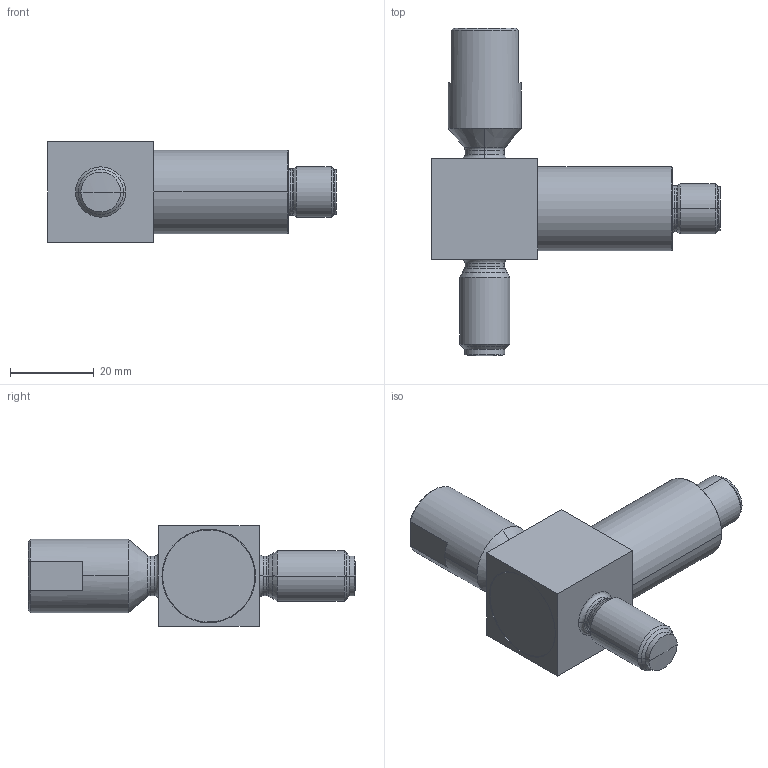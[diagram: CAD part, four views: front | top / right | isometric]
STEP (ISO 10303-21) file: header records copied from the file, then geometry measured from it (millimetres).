
FILE_DESCRIPTION((''),'2;1');
FILE_NAME('F2304_2-5KN','2023-08-21T13:31:35',('BaderW'),(''),'CREO PARAMETRIC BY PTC INC, 2022414','CREO PARAMETRIC BY PTC INC, 2022414','');
FILE_SCHEMA(('AP242_MANAGED_MODEL_BASED_3D_ENGINEERING_MIM_LF { 1 0 10303 442 1 1 4 }'));
Length unit declared in the file: millimetre
Products named in the file (1): F2304_2-5KN
Bounding box: 68.8 x 78 x 24 mm (x, y, z)
Volume: 30429.1 mm3; surface area: 13301.6 mm2
Topology: 1 solids, 11 shells, 185 faces, 420 edges, 253 vertices
Faces by surface type: cylinder 82, plane 51, cone 23, sphere 12, revolution 9, torus 6, extrusion 2
Entity records: 6167 total; most frequent: CARTESIAN_POINT 1060, DIRECTION 953, ORIENTED_EDGE 800, EDGE_CURVE 406, AXIS2_PLACEMENT_3D 389, VERTEX_POINT 253, CIRCLE 214, EDGE_LOOP 213
